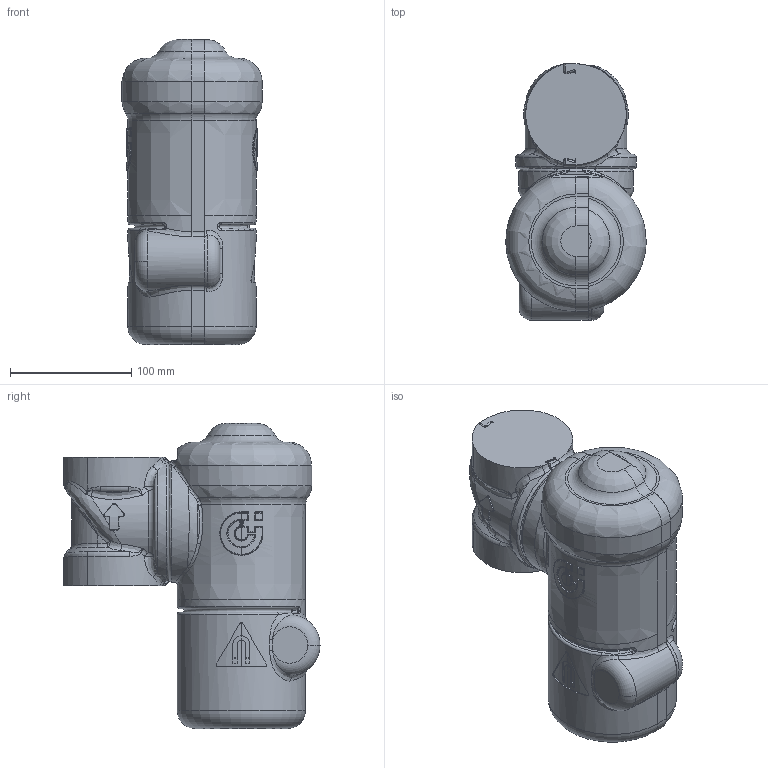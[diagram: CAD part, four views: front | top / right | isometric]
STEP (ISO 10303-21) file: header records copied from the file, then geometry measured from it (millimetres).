
FILE_DESCRIPTION(('CATIA V5 STEP Exchange'),'2;1');
FILE_NAME('CBN545345 (STP).stp','2016-03-09T07:17:49+00:00',('none'),('none'),'CATIA Version 5-6 Release 2014 SP5','CATIA V5 STEP AP203','none');
FILE_SCHEMA(('CONFIG_CONTROL_DESIGN'));
Products named in the file (1): CBN545345
Bounding box: 115.99 x 211.51 x 252 mm (x, y, z)
Volume: 2905952.2 mm3; surface area: 148943.9 mm2
Topology: 1 solids, 8 shells, 875 faces, 2217 edges, 1312 vertices
Faces by surface type: cylinder 271, bspline 241, plane 160, torus 114, cone 48, sphere 23, revolution 16, extrusion 2
Entity records: 42773 total; most frequent: CARTESIAN_POINT 25479, ORIENTED_EDGE 4322, DIRECTION 2178, EDGE_CURVE 2161, VERTEX_POINT 1312, AXIS2_PLACEMENT_3D 1080, B_SPLINE_CURVE_WITH_KNOTS 1037, EDGE_LOOP 885
